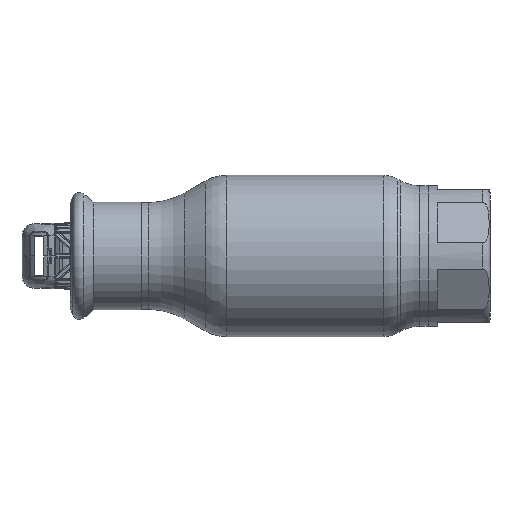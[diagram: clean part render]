
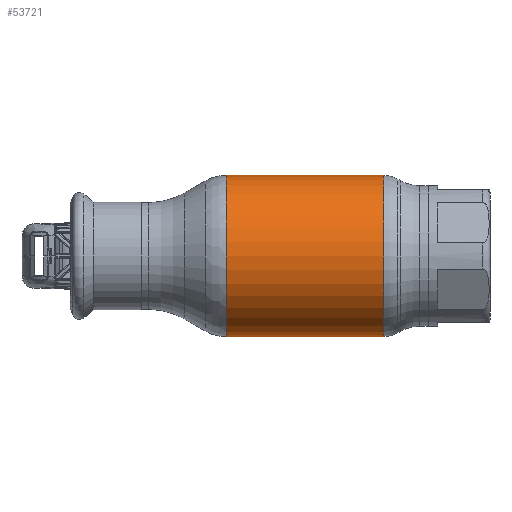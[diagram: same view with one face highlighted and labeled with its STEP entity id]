
A CAD part, front view. The second image highlights one B-rep face of the part: STEP entity #53721.
In plain terms, the highlighted cylindrical face has radius 34 mm (diameter 68 mm), a partial arc.
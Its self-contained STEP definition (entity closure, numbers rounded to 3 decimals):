
#6105 = AXIS2_PLACEMENT_3D ( 'NONE', #15905, #62402, #30557 ) ;
#9804 = EDGE_CURVE ( 'NONE', #19349, #34199, #15387, .T. ) ;
#9921 = CARTESIAN_POINT ( 'NONE',  ( 33.177, 0., 34. ) ) ;
#12823 = EDGE_LOOP ( 'NONE', ( #23738, #20101, #26000, #47132 ) ) ;
#13930 = CARTESIAN_POINT ( 'NONE',  ( -33.177, 0., -34. ) ) ;
#13973 = CARTESIAN_POINT ( 'NONE',  ( 33.177, 0., -34. ) ) ;
#14332 = DIRECTION ( 'NONE',  ( 1., 0., 0. ) ) ;
#15387 = CIRCLE ( 'NONE', #6105, 34. ) ;
#15905 = CARTESIAN_POINT ( 'NONE',  ( -33.177, 0., 0. ) ) ;
#16455 = CARTESIAN_POINT ( 'NONE',  ( 62.69, 0., 34. ) ) ;
#16491 = AXIS2_PLACEMENT_3D ( 'NONE', #52405, #48108, #47680 ) ;
#19349 = VERTEX_POINT ( 'NONE', #35273 ) ;
#19424 = VECTOR ( 'NONE', #52571, 1000. ) ;
#20101 = ORIENTED_EDGE ( 'NONE', *, *, #9804, .T. ) ;
#20305 = LINE ( 'NONE', #40921, #31648 ) ;
#21236 = DIRECTION ( 'NONE',  ( 0., 0., -1. ) ) ;
#23738 = ORIENTED_EDGE ( 'NONE', *, *, #29290, .F. ) ;
#26000 = ORIENTED_EDGE ( 'NONE', *, *, #28703, .T. ) ;
#28703 = EDGE_CURVE ( 'NONE', #34199, #42377, #20305, .T. ) ;
#29290 = EDGE_CURVE ( 'NONE', #19349, #48997, #57387, .T. ) ;
#30557 = DIRECTION ( 'NONE',  ( 0., 0., -1. ) ) ;
#31648 = VECTOR ( 'NONE', #14332, 1000. ) ;
#34199 = VERTEX_POINT ( 'NONE', #13930 ) ;
#35273 = CARTESIAN_POINT ( 'NONE',  ( -33.177, 0., 34. ) ) ;
#35684 = CARTESIAN_POINT ( 'NONE',  ( 62.69, 0., 0. ) ) ;
#37427 = AXIS2_PLACEMENT_3D ( 'NONE', #35684, #40872, #21236 ) ;
#40872 = DIRECTION ( 'NONE',  ( 1., 0., 0. ) ) ;
#40921 = CARTESIAN_POINT ( 'NONE',  ( 62.69, 0., -34. ) ) ;
#42377 = VERTEX_POINT ( 'NONE', #13973 ) ;
#44749 = FACE_OUTER_BOUND ( 'NONE', #12823, .T. ) ;
#46360 = CYLINDRICAL_SURFACE ( 'NONE', #37427, 34. ) ;
#47132 = ORIENTED_EDGE ( 'NONE', *, *, #49965, .F. ) ;
#47680 = DIRECTION ( 'NONE',  ( 0., 0., -1. ) ) ;
#48108 = DIRECTION ( 'NONE',  ( 1., 0., 0. ) ) ;
#48997 = VERTEX_POINT ( 'NONE', #9921 ) ;
#49965 = EDGE_CURVE ( 'NONE', #48997, #42377, #53894, .T. ) ;
#52405 = CARTESIAN_POINT ( 'NONE',  ( 33.177, 0., 0. ) ) ;
#52571 = DIRECTION ( 'NONE',  ( 1., 0., 0. ) ) ;
#53721 = ADVANCED_FACE ( 'NONE', ( #44749 ), #46360, .T. ) ;
#53894 = CIRCLE ( 'NONE', #16491, 34. ) ;
#57387 = LINE ( 'NONE', #16455, #19424 ) ;
#62402 = DIRECTION ( 'NONE',  ( 1., 0., 0. ) ) ;
